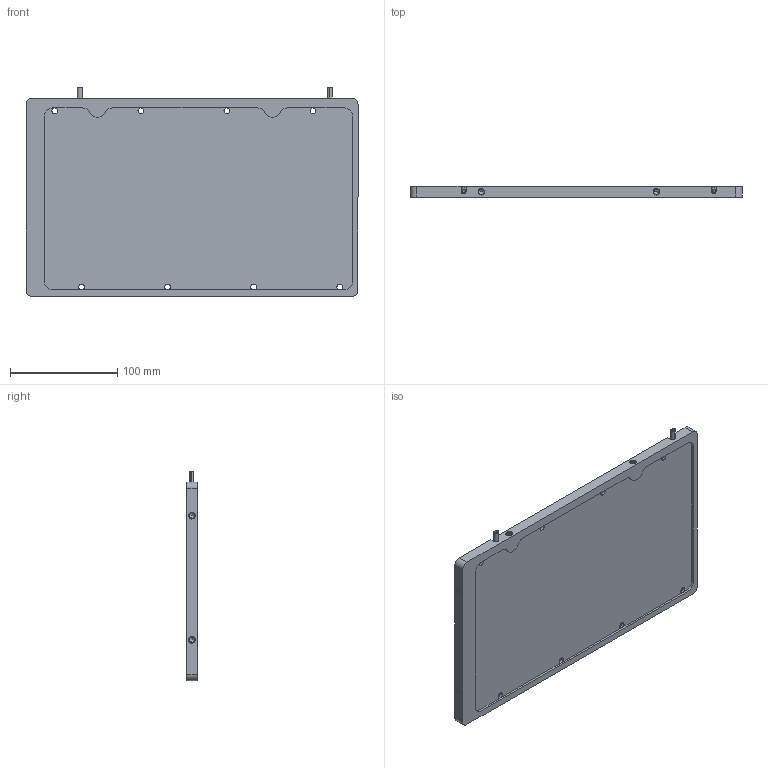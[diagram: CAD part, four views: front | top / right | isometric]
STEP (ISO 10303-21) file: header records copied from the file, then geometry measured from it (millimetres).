
FILE_DESCRIPTION (( 'STEP AP203' ), '1' );
FILE_NAME ('Cold_Plate_Youssef.STEP', '2024-11-07T05:44:30', ( '' ), ( '' ), 'SwSTEP 2.0', 'SolidWorks 2024', '' );
FILE_SCHEMA (( 'CONFIG_CONTROL_DESIGN' ));
Length unit declared in the file: millimetre
Products named in the file (1): Cold_Plate_Youssef
Bounding box: 309.7 x 10 x 195.3 mm (x, y, z)
Volume: 311004.3 mm3; surface area: 186770.2 mm2
Topology: 2 solids, 2 shells, 778 faces, 1867 edges, 1099 vertices
Faces by surface type: cylinder 420, plane 196, torus 132, cone 16, bspline 14
Entity records: 33820 total; most frequent: CARTESIAN_POINT 16209, DIRECTION 3811, ORIENTED_EDGE 3718, EDGE_CURVE 1859, AXIS2_PLACEMENT_3D 1501, VERTEX_POINT 1099, EDGE_LOOP 810, LINE 809
